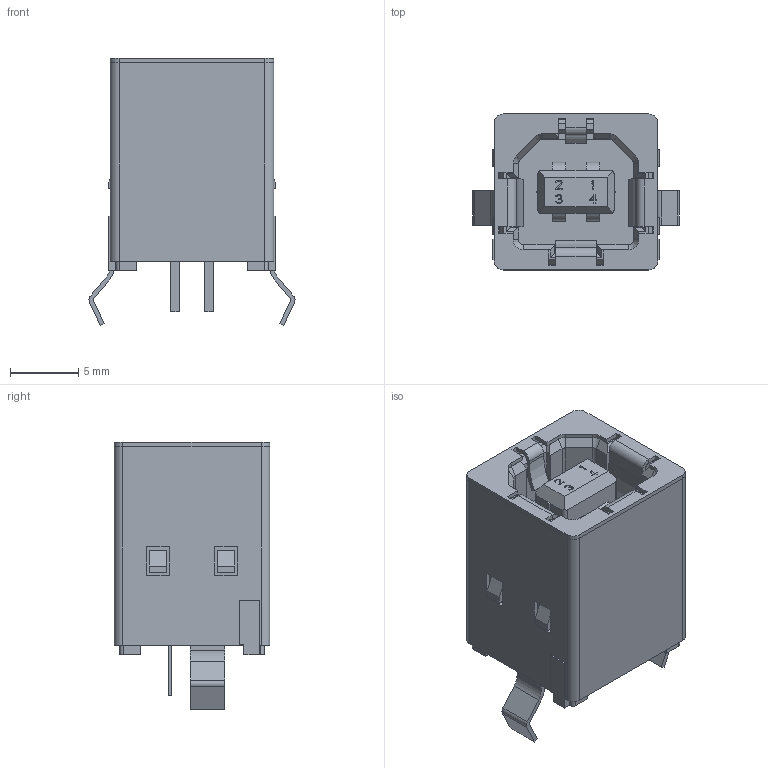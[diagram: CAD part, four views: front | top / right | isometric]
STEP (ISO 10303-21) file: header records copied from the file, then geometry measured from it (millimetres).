
FILE_DESCRIPTION((''),'2;1');
FILE_NAME('TYCO_5787834-1.stp','2012-02-29T17:52:05',(''),(''),'Mechanical Desktop 2011','Mechanical Desktop 2011',', , ');
FILE_SCHEMA(('AUTOMOTIVE_DESIGN { 1 2 10303 214 1 1 1 1 }'));
Length unit declared in the file: millimetre
Products named in the file (1): Product
Bounding box: 15.15 x 11.46 x 19.64 mm (x, y, z)
Volume: 1290.3 mm3; surface area: 3575.9 mm2
Topology: 30 solids, 30 shells, 537 faces, 1389 edges, 918 vertices
Faces by surface type: plane 364, bspline 89, cylinder 78, cone 6
Entity records: 16286 total; most frequent: CARTESIAN_POINT 3168, ORIENTED_EDGE 2778, DIRECTION 2465, EDGE_CURVE 1389, VECTOR 1211, LINE 1211, VERTEX_POINT 918, AXIS2_PLACEMENT_3D 627
